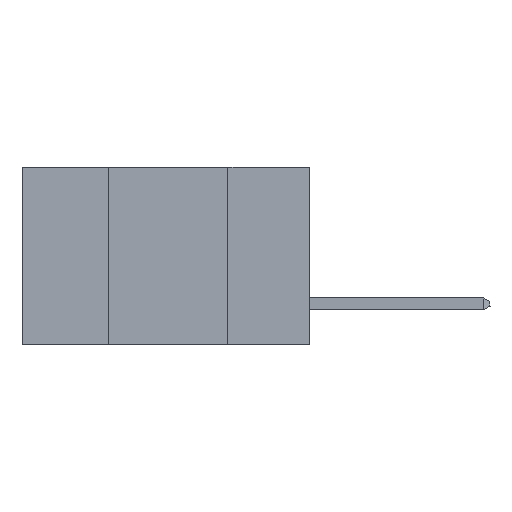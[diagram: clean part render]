
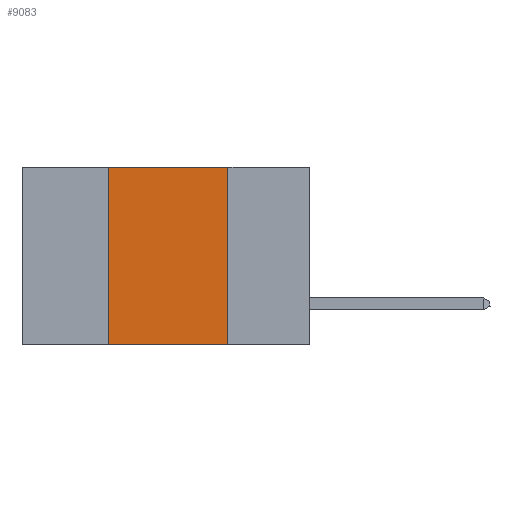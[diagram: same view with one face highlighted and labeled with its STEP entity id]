
A CAD part, left-side view. The second image highlights one B-rep face of the part: STEP entity #9083.
In plain terms, the highlighted planar face has unit normal (-1, 0, 0).
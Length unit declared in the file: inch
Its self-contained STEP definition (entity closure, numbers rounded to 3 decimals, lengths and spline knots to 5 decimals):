
#219 = EDGE_CURVE ( 'NONE', #12820, #15368, #3342, .T. ) ;
#775 = ORIENTED_EDGE ( 'NONE', *, *, #6737, .F. ) ;
#2434 = EDGE_LOOP ( 'NONE', ( #775, #9980, #14352, #17512 ) ) ;
#3087 = DIRECTION ( 'NONE',  ( 0., -1., 0. ) ) ;
#3342 = LINE ( 'NONE', #7284, #17851 ) ;
#3439 = DIRECTION ( 'NONE',  ( 0., 0., -1. ) ) ;
#3875 = AXIS2_PLACEMENT_3D ( 'NONE', #14599, #15887, #3439 ) ;
#4355 = VERTEX_POINT ( 'NONE', #15439 ) ;
#4439 = DIRECTION ( 'NONE',  ( 0., 0., 1. ) ) ;
#4857 = VECTOR ( 'NONE', #4439, 39.37008 ) ;
#6737 = EDGE_CURVE ( 'NONE', #17089, #15368, #12350, .T. ) ;
#7284 = CARTESIAN_POINT ( 'NONE',  ( 0., 0.6, -0.37 ) ) ;
#7665 = EDGE_CURVE ( 'NONE', #4355, #17089, #11483, .T. ) ;
#7893 = CARTESIAN_POINT ( 'NONE',  ( 0., 0.17, -0.37 ) ) ;
#8350 = FACE_OUTER_BOUND ( 'NONE', #2434, .T. ) ;
#8658 = VECTOR ( 'NONE', #14666, 39.37008 ) ;
#8985 = LINE ( 'NONE', #11418, #4857 ) ;
#9083 = ADVANCED_FACE ( 'NONE', ( #8350 ), #11813, .F. ) ;
#9293 = DIRECTION ( 'NONE',  ( 0., -1., 0. ) ) ;
#9980 = ORIENTED_EDGE ( 'NONE', *, *, #7665, .F. ) ;
#11418 = CARTESIAN_POINT ( 'NONE',  ( 0., 0.42, 0. ) ) ;
#11483 = LINE ( 'NONE', #14871, #18090 ) ;
#11813 = PLANE ( 'NONE',  #3875 ) ;
#12350 = LINE ( 'NONE', #14036, #8658 ) ;
#12820 = VERTEX_POINT ( 'NONE', #16495 ) ;
#14036 = CARTESIAN_POINT ( 'NONE',  ( 0., 0.17, 0. ) ) ;
#14352 = ORIENTED_EDGE ( 'NONE', *, *, #16438, .F. ) ;
#14599 = CARTESIAN_POINT ( 'NONE',  ( 0., 0.6, 0. ) ) ;
#14666 = DIRECTION ( 'NONE',  ( 0., 0., -1. ) ) ;
#14871 = CARTESIAN_POINT ( 'NONE',  ( 0., 0.6, 0. ) ) ;
#15368 = VERTEX_POINT ( 'NONE', #7893 ) ;
#15439 = CARTESIAN_POINT ( 'NONE',  ( 0., 0.42, 0. ) ) ;
#15887 = DIRECTION ( 'NONE',  ( 1., 0., 0. ) ) ;
#16438 = EDGE_CURVE ( 'NONE', #12820, #4355, #8985, .T. ) ;
#16495 = CARTESIAN_POINT ( 'NONE',  ( 0., 0.42, -0.37 ) ) ;
#17089 = VERTEX_POINT ( 'NONE', #17614 ) ;
#17512 = ORIENTED_EDGE ( 'NONE', *, *, #219, .T. ) ;
#17614 = CARTESIAN_POINT ( 'NONE',  ( 0., 0.17, 0. ) ) ;
#17851 = VECTOR ( 'NONE', #3087, 39.37008 ) ;
#18090 = VECTOR ( 'NONE', #9293, 39.37008 ) ;
